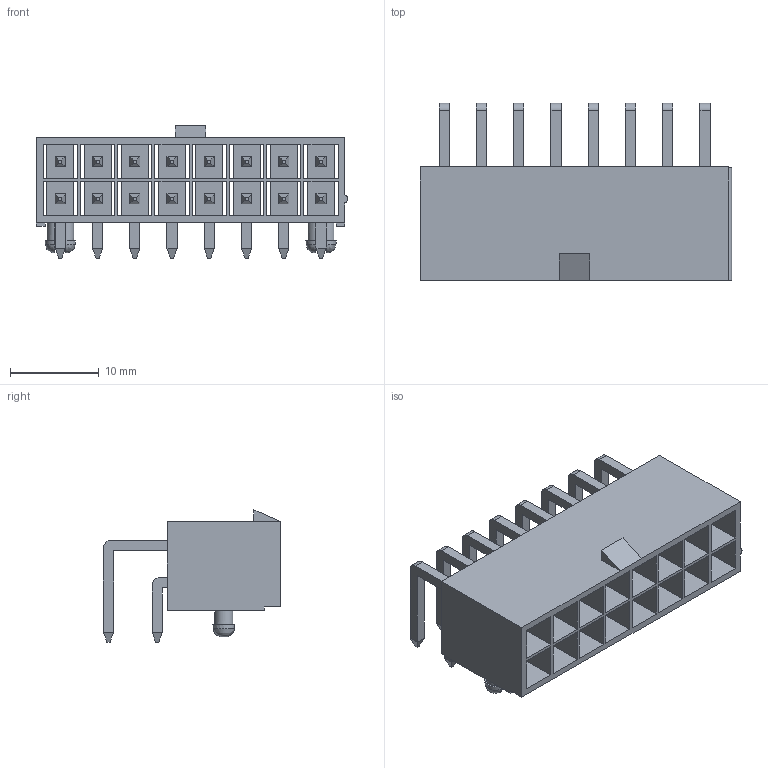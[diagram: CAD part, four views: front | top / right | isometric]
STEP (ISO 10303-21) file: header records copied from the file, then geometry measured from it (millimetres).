
FILE_DESCRIPTION( ( 'Unknown' ), '1' );
FILE_NAME( '649016227222.stp', 'Unknown', ( 'Unknown' ), ( 'Unknown' ), 'PSStep 14.0', 'Unknown', ' ' );
FILE_SCHEMA( ( 'AUTOMOTIVE_DESIGN { 1 0 10303 214 1 1 1 1 }' ) );
Length unit declared in the file: millimetre
Products named in the file (4): Assem1; 6490xx227222_PIN; 6490xx227222_PIN_BIS; 64901629522
Assembly tree (17 placements, depth 2):
  Assem1
    6490xx227222_PIN  x8
    6490xx227222_PIN_BIS  x8
    64901629522
Bounding box: 35.1 x 19.97 x 14.95 mm (x, y, z)
Volume: 2194.5 mm3; surface area: 6761 mm2
Topology: 17 solids, 17 shells, 570 faces, 1402 edges, 870 vertices
Faces by surface type: plane 537, cylinder 21, bspline 12
Entity records: 16108 total; most frequent: CARTESIAN_POINT 4972, ORIENTED_EDGE 1768, DIRECTION 1538, EDGE_CURVE 884, LINE 842, VECTOR 842, VERTEX_POINT 562, EDGE_LOOP 432
